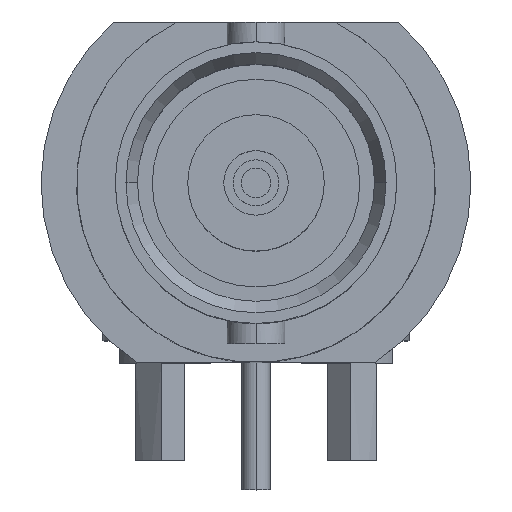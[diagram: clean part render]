
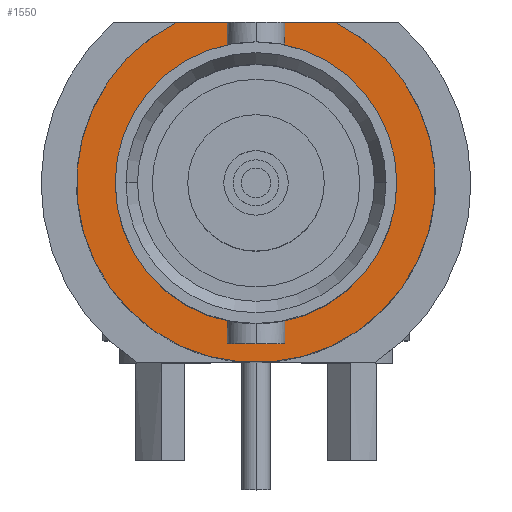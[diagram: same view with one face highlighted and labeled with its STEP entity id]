
A CAD part, top view. The second image highlights one B-rep face of the part: STEP entity #1550.
In plain terms, the highlighted planar face has unit normal (0, 0, 1).
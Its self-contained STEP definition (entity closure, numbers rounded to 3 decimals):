
#166=CARTESIAN_POINT('',(0.,0.,-10.668));
#167=DIRECTION('',(0.,0.,-1.));
#168=DIRECTION('',(1.,0.,0.));
#169=AXIS2_PLACEMENT_3D('',#166,#167,#168);
#171=CARTESIAN_POINT('',(0.,0.,-10.668));
#172=DIRECTION('',(0.,0.,1.));
#173=DIRECTION('',(1.,0.,0.));
#174=AXIS2_PLACEMENT_3D('',#171,#172,#173);
#176=DIRECTION('',(1.,0.,0.));
#177=VECTOR('',#176,5.442);
#178=CARTESIAN_POINT('',(-2.721,5.512,-10.668));
#179=LINE('',#178,#177);
#189=CARTESIAN_POINT('',(0.,0.,-10.668));
#190=DIRECTION('',(0.,0.,1.));
#191=DIRECTION('',(-0.443,0.897,0.));
#192=AXIS2_PLACEMENT_3D('',#189,#190,#191);
#1213=CARTESIAN_POINT('',(4.826,0.,-10.668));
#1215=VERTEX_POINT('',#1213);
#1235=CARTESIAN_POINT('',(-4.826,0.,-10.668));
#1237=VERTEX_POINT('',#1235);
#1256=CARTESIAN_POINT('',(-2.721,5.512,-10.668));
#1257=CARTESIAN_POINT('',(2.721,5.512,-10.668));
#1258=VERTEX_POINT('',#1256);
#1259=VERTEX_POINT('',#1257);
#1535=CARTESIAN_POINT('',(0.,0.,-10.668));
#1536=DIRECTION('',(0.,0.,1.));
#1537=DIRECTION('',(-1.,0.,0.));
#1538=AXIS2_PLACEMENT_3D('',#1535,#1536,#1537);
#1539=PLANE('',#1538);
#1541=ORIENTED_EDGE('',*,*,#1540,.T.);
#1543=ORIENTED_EDGE('',*,*,#1542,.F.);
#1544=EDGE_LOOP('',(#1541,#1543));
#1545=FACE_OUTER_BOUND('',#1544,.F.);
#1546=ORIENTED_EDGE('',*,*,#1521,.F.);
#1547=ORIENTED_EDGE('',*,*,#1504,.T.);
#1548=EDGE_LOOP('',(#1546,#1547));
#1549=FACE_BOUND('',#1548,.F.);
#1550=ADVANCED_FACE('',(#1545,#1549),#1539,.T.);
#170=CIRCLE('',#169,4.826);
#175=CIRCLE('',#174,4.826);
#193=CIRCLE('',#192,6.147);
#1504=EDGE_CURVE('',#1215,#1237,#175,.T.);
#1521=EDGE_CURVE('',#1215,#1237,#170,.T.);
#1540=EDGE_CURVE('',#1258,#1259,#179,.T.);
#1542=EDGE_CURVE('',#1258,#1259,#193,.T.);
